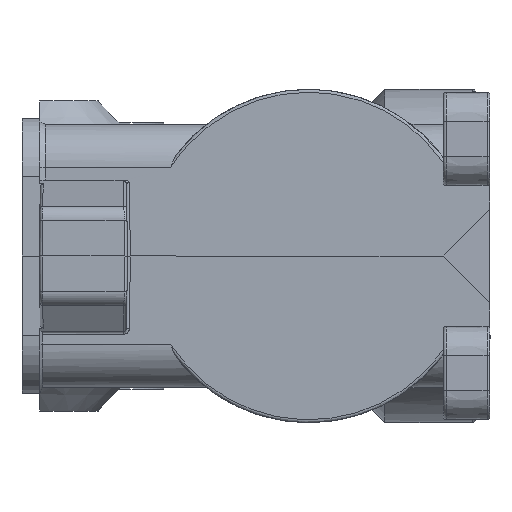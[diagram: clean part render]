
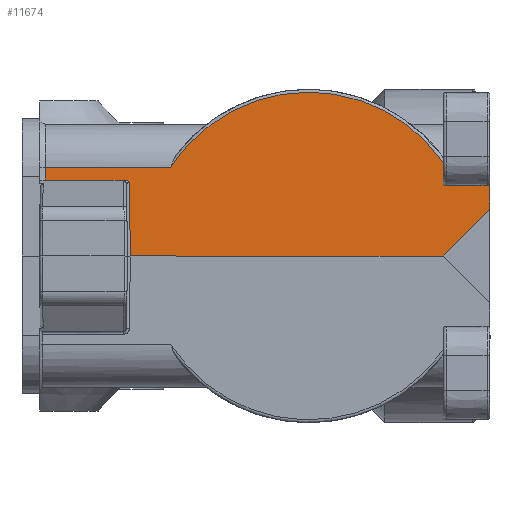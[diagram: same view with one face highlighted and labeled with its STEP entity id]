
A CAD part, left-side view. The second image highlights one B-rep face of the part: STEP entity #11674.
In plain terms, the highlighted planar face has unit normal (-1, 0, 0.009).
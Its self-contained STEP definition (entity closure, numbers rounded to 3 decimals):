
#1199=DIRECTION('',(-0.009,0.,-1.));
#1200=VECTOR('',#1199,3.47);
#1201=CARTESIAN_POINT('',(-59.361,0.,
15.974));
#1202=LINE('',#1201,#1200);
#1235=CARTESIAN_POINT('',(-59.369,46.604,15.067));
#1244=DIRECTION('',(0.,-1.,0.));
#1245=VECTOR('',#1244,21.396);
#1246=CARTESIAN_POINT('',(-59.369,68.,15.065));
#1247=LINE('',#1246,#1245);
#1252=CARTESIAN_POINT('',(-59.395,-0.504,
12.004));
#1253=CARTESIAN_POINT('',(-59.395,-0.434,
12.004));
#1254=CARTESIAN_POINT('',(-59.395,-0.306,
12.03));
#1255=CARTESIAN_POINT('',(-59.394,-0.139,
12.14));
#1256=CARTESIAN_POINT('',(-59.393,-0.027,
12.306));
#1257=CARTESIAN_POINT('',(-59.391,0.,12.434));
#1258=CARTESIAN_POINT('',(-59.391,0.,12.504));
#1260=DIRECTION('',(0.,1.,-0.009));
#1261=VECTOR('',#1260,7.);
#1262=CARTESIAN_POINT('',(-59.395,-7.504,
12.065));
#1263=LINE('',#1262,#1261);
#1264=CARTESIAN_POINT('',(-59.39,-8.,12.565));
#1265=CARTESIAN_POINT('',(-59.392,-8.,
12.4));
#1266=CARTESIAN_POINT('',(-59.394,-7.875,
12.193));
#1267=CARTESIAN_POINT('',(-59.395,-7.67,
12.067));
#1268=CARTESIAN_POINT('',(-59.395,-7.504,
12.065));
#1270=DIRECTION('',(-0.009,-0.009,-1.));
#1271=VECTOR('',#1270,12.608);
#1272=CARTESIAN_POINT('',(-59.39,53.61,12.607));
#1273=LINE('',#1272,#1271);
#1274=CARTESIAN_POINT('',(-59.361,0.,
15.974));
#1275=CARTESIAN_POINT('',(-59.328,2.617,19.743));
#1276=CARTESIAN_POINT('',(-59.273,9.74,25.965));
#1277=CARTESIAN_POINT('',(-59.246,23.567,29.15));
#1278=CARTESIAN_POINT('',(-59.278,37.258,25.43));
#1279=CARTESIAN_POINT('',(-59.335,44.135,18.935));
#1280=CARTESIAN_POINT('',(-59.369,46.604,15.067));
#2692=DIRECTION('',(0.,1.,0.));
#2693=VECTOR('',#2692,13.623);
#2694=CARTESIAN_POINT('',(-59.387,54.377,12.991));
#2695=LINE('',#2694,#2693);
#2701=CARTESIAN_POINT('',(-59.387,54.377,12.991));
#2707=DIRECTION('',(0.009,0.,1.));
#2708=VECTOR('',#2707,2.078);
#2709=CARTESIAN_POINT('',(-59.387,68.,12.987));
#2710=LINE('',#2709,#2708);
#2733=CARTESIAN_POINT('',(-59.39,53.61,12.607));
#2734=CARTESIAN_POINT('',(-59.389,53.691,12.689));
#2735=CARTESIAN_POINT('',(-59.388,53.853,12.829));
#2736=CARTESIAN_POINT('',(-59.386,54.125,12.971));
#2737=CARTESIAN_POINT('',(-59.387,54.3,12.991));
#2738=CARTESIAN_POINT('',(-59.387,54.377,12.991));
#2822=CARTESIAN_POINT('',(-59.5,53.5,0.));
#2824=CARTESIAN_POINT('',(-59.39,53.61,12.607));
#2837=DIRECTION('',(0.,1.,0.));
#2838=VECTOR('',#2837,53.5);
#2839=CARTESIAN_POINT('',(-59.5,0.,0.));
#2840=LINE('',#2839,#2838);
#3209=DIRECTION('',(-0.009,0.,-1.));
#3210=VECTOR('',#3209,4.566);
#3211=CARTESIAN_POINT('',(-59.39,-8.,12.565));
#3212=LINE('',#3211,#3210);
#3466=DIRECTION('',(-0.006,0.707,-0.707));
#3467=VECTOR('',#3466,11.314);
#3468=CARTESIAN_POINT('',(-59.43,-8.,8.));
#3469=LINE('',#3468,#3467);
#9626=CARTESIAN_POINT('',(-59.395,-7.504,
12.065));
#9627=VERTEX_POINT('',#9626);
#9628=VERTEX_POINT('',#1264);
#9630=CARTESIAN_POINT('',(-59.391,0.,12.504));
#9632=VERTEX_POINT('',#9630);
#9633=VERTEX_POINT('',#1252);
#9806=CARTESIAN_POINT('',(-59.369,68.,15.065));
#9807=VERTEX_POINT('',#9806);
#9821=VERTEX_POINT('',#2822);
#9828=VERTEX_POINT('',#1235);
#9831=CARTESIAN_POINT('',(-59.387,68.,12.987));
#9832=VERTEX_POINT('',#9831);
#9835=VERTEX_POINT('',#2701);
#9836=VERTEX_POINT('',#2824);
#9837=CARTESIAN_POINT('',(-59.43,-8.,8.));
#9838=CARTESIAN_POINT('',(-59.5,0.,0.));
#9839=VERTEX_POINT('',#9837);
#9840=VERTEX_POINT('',#9838);
#9843=CARTESIAN_POINT('',(-59.361,0.,
15.974));
#9844=VERTEX_POINT('',#9843);
#11644=CARTESIAN_POINT('',(-59.5,0.,0.));
#11645=DIRECTION('',(-1.,0.,0.009));
#11646=DIRECTION('',(0.009,0.,1.));
#11647=AXIS2_PLACEMENT_3D('',#11644,#11645,#11646);
#11648=PLANE('',#11647);
#11649=ORIENTED_EDGE('',*,*,#11558,.T.);
#11651=ORIENTED_EDGE('',*,*,#11650,.F.);
#11653=ORIENTED_EDGE('',*,*,#11652,.F.);
#11655=ORIENTED_EDGE('',*,*,#11654,.F.);
#11657=ORIENTED_EDGE('',*,*,#11656,.T.);
#11659=ORIENTED_EDGE('',*,*,#11658,.T.);
#11661=ORIENTED_EDGE('',*,*,#11660,.T.);
#11663=ORIENTED_EDGE('',*,*,#11662,.F.);
#11665=ORIENTED_EDGE('',*,*,#11664,.T.);
#11667=ORIENTED_EDGE('',*,*,#11666,.T.);
#11669=ORIENTED_EDGE('',*,*,#11668,.T.);
#11670=ORIENTED_EDGE('',*,*,#11634,.T.);
#11671=ORIENTED_EDGE('',*,*,#11623,.F.);
#11672=EDGE_LOOP('',(#11649,#11651,#11653,#11655,#11657,#11659,#11661,#11663,
#11665,#11667,#11669,#11670,#11671));
#11673=FACE_OUTER_BOUND('',#11672,.F.);
#11674=ADVANCED_FACE('',(#11673),#11648,.T.);
#1259=B_SPLINE_CURVE_WITH_KNOTS('',3,(#1252,#1253,#1254,#1255,#1256,#1257,
#1258),.UNSPECIFIED.,.F.,.F.,(4,1,1,1,4),(0.,0.25,0.5,0.75,1.),
.UNSPECIFIED.);
#1269=B_SPLINE_CURVE_WITH_KNOTS('',3,(#1264,#1265,#1266,#1267,#1268),
.UNSPECIFIED.,.F.,.F.,(4,1,4),(0.,0.5,1.),.UNSPECIFIED.);
#1281=B_SPLINE_CURVE_WITH_KNOTS('',3,(#1274,#1275,#1276,#1277,#1278,#1279,
#1280),.UNSPECIFIED.,.F.,.F.,(4,1,1,1,4),(0.,0.25,0.5,0.75,1.),
.UNSPECIFIED.);
#2739=B_SPLINE_CURVE_WITH_KNOTS('',3,(#2733,#2734,#2735,#2736,#2737,#2738),
.UNSPECIFIED.,.F.,.F.,(4,1,1,4),(0.,0.333,0.667,1.),
.UNSPECIFIED.);
#11558=EDGE_CURVE('',#9844,#9632,#1202,.T.);
#11623=EDGE_CURVE('',#9844,#9828,#1281,.T.);
#11634=EDGE_CURVE('',#9807,#9828,#1247,.T.);
#11650=EDGE_CURVE('',#9633,#9632,#1259,.T.);
#11652=EDGE_CURVE('',#9627,#9633,#1263,.T.);
#11654=EDGE_CURVE('',#9628,#9627,#1269,.T.);
#11656=EDGE_CURVE('',#9628,#9839,#3212,.T.);
#11658=EDGE_CURVE('',#9839,#9840,#3469,.T.);
#11660=EDGE_CURVE('',#9840,#9821,#2840,.T.);
#11662=EDGE_CURVE('',#9836,#9821,#1273,.T.);
#11664=EDGE_CURVE('',#9836,#9835,#2739,.T.);
#11666=EDGE_CURVE('',#9835,#9832,#2695,.T.);
#11668=EDGE_CURVE('',#9832,#9807,#2710,.T.);
